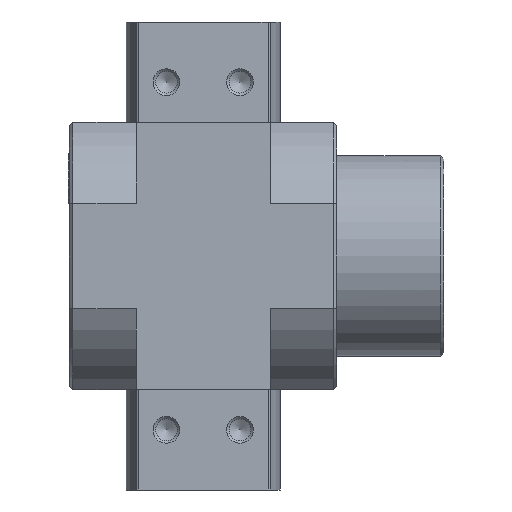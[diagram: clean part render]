
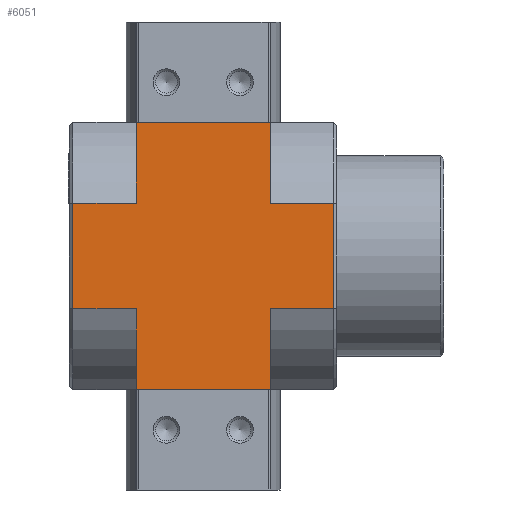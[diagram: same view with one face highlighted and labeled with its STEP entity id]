
A CAD part, left-side view. The second image highlights one B-rep face of the part: STEP entity #6051.
In plain terms, the highlighted face is planar.
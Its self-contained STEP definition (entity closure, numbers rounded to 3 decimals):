
#282=LINE('',#8482,#589);
#310=LINE('',#8544,#617);
#312=LINE('',#8548,#619);
#313=LINE('',#8551,#620);
#314=LINE('',#8553,#621);
#315=LINE('',#8555,#622);
#316=LINE('',#8556,#623);
#317=LINE('',#8558,#624);
#318=LINE('',#8560,#625);
#319=LINE('',#8562,#626);
#320=LINE('',#8564,#627);
#321=LINE('',#8565,#628);
#589=VECTOR('',#7015,1000.);
#617=VECTOR('',#7053,1000.);
#619=VECTOR('',#7057,1000.);
#620=VECTOR('',#7058,1000.);
#621=VECTOR('',#7059,1000.);
#622=VECTOR('',#7060,1000.);
#623=VECTOR('',#7061,1000.);
#624=VECTOR('',#7062,1000.);
#625=VECTOR('',#7063,1000.);
#626=VECTOR('',#7064,1000.);
#627=VECTOR('',#7065,1000.);
#628=VECTOR('',#7066,1000.);
#964=ORIENTED_EDGE('',*,*,#2143,.T.);
#965=ORIENTED_EDGE('',*,*,#2144,.F.);
#966=ORIENTED_EDGE('',*,*,#2145,.T.);
#967=ORIENTED_EDGE('',*,*,#2146,.F.);
#968=ORIENTED_EDGE('',*,*,#2141,.T.);
#969=ORIENTED_EDGE('',*,*,#2147,.T.);
#970=ORIENTED_EDGE('',*,*,#2148,.F.);
#971=ORIENTED_EDGE('',*,*,#2149,.T.);
#972=ORIENTED_EDGE('',*,*,#2150,.F.);
#973=ORIENTED_EDGE('',*,*,#2151,.T.);
#974=ORIENTED_EDGE('',*,*,#2110,.F.);
#975=ORIENTED_EDGE('',*,*,#2152,.F.);
#2110=EDGE_CURVE('',#2700,#2701,#282,.T.);
#2141=EDGE_CURVE('',#2730,#2729,#310,.T.);
#2143=EDGE_CURVE('',#2731,#2732,#312,.F.);
#2144=EDGE_CURVE('',#2733,#2732,#313,.T.);
#2145=EDGE_CURVE('',#2733,#2734,#314,.T.);
#2146=EDGE_CURVE('',#2730,#2734,#315,.T.);
#2147=EDGE_CURVE('',#2729,#2735,#316,.T.);
#2148=EDGE_CURVE('',#2736,#2735,#317,.T.);
#2149=EDGE_CURVE('',#2736,#2737,#318,.T.);
#2150=EDGE_CURVE('',#2738,#2737,#319,.F.);
#2151=EDGE_CURVE('',#2738,#2701,#320,.T.);
#2152=EDGE_CURVE('',#2731,#2700,#321,.T.);
#2700=VERTEX_POINT('',#8481);
#2701=VERTEX_POINT('',#8483);
#2729=VERTEX_POINT('',#8543);
#2730=VERTEX_POINT('',#8545);
#2731=VERTEX_POINT('',#8549);
#2732=VERTEX_POINT('',#8550);
#2733=VERTEX_POINT('',#8552);
#2734=VERTEX_POINT('',#8554);
#2735=VERTEX_POINT('',#8557);
#2736=VERTEX_POINT('',#8559);
#2737=VERTEX_POINT('',#8561);
#2738=VERTEX_POINT('',#8563);
#3342=EDGE_LOOP('',(#964,#965,#966,#967,#968,#969,#970,#971,#972,#973,#974,
#975));
#3760=FACE_BOUND('',#3342,.T.);
#4171=PLANE('',#6396);
#6051=ADVANCED_FACE('',(#3760),#4171,.F.);
#6396=AXIS2_PLACEMENT_3D('',#8547,#7055,#7056);
#7015=DIRECTION('',(0.,-1.,0.));
#7053=DIRECTION('',(0.,-1.,0.));
#7055=DIRECTION('',(0.,0.,1.));
#7056=DIRECTION('',(1.,0.,0.));
#7057=DIRECTION('',(0.,-1.,0.));
#7058=DIRECTION('',(-1.,0.,0.));
#7059=DIRECTION('',(0.,-1.,0.));
#7060=DIRECTION('',(-1.,0.,0.));
#7061=DIRECTION('',(-1.,0.,0.));
#7062=DIRECTION('',(0.,1.,0.));
#7063=DIRECTION('',(-1.,0.,0.));
#7064=DIRECTION('',(0.,1.,0.));
#7065=DIRECTION('',(-1.,0.,0.));
#7066=DIRECTION('',(-1.,0.,0.));
#8481=CARTESIAN_POINT('',(-20.,10.,-20.));
#8482=CARTESIAN_POINT('',(-20.,20.,-20.));
#8483=CARTESIAN_POINT('',(-20.,-10.,-20.));
#8543=CARTESIAN_POINT('',(20.,-10.,-20.));
#8544=CARTESIAN_POINT('',(20.,20.,-20.));
#8545=CARTESIAN_POINT('',(20.,10.,-20.));
#8547=CARTESIAN_POINT('',(20.,20.,-20.));
#8548=CARTESIAN_POINT('',(-7.89,30.,-20.));
#8549=CARTESIAN_POINT('',(-7.89,10.,-20.));
#8550=CARTESIAN_POINT('',(-7.89,19.5,-20.));
#8551=CARTESIAN_POINT('',(20.,19.5,-20.));
#8552=CARTESIAN_POINT('',(7.89,19.5,-20.));
#8553=CARTESIAN_POINT('',(7.89,30.,-20.));
#8554=CARTESIAN_POINT('',(7.89,10.,-20.));
#8555=CARTESIAN_POINT('',(20.,10.,-20.));
#8556=CARTESIAN_POINT('',(20.,-10.,-20.));
#8557=CARTESIAN_POINT('',(7.89,-10.,-20.));
#8558=CARTESIAN_POINT('',(7.89,-30.,-20.));
#8559=CARTESIAN_POINT('',(7.89,-19.5,-20.));
#8560=CARTESIAN_POINT('',(20.,-19.5,-20.));
#8561=CARTESIAN_POINT('',(-7.89,-19.5,-20.));
#8562=CARTESIAN_POINT('',(-7.89,-30.,-20.));
#8563=CARTESIAN_POINT('',(-7.89,-10.,-20.));
#8564=CARTESIAN_POINT('',(20.,-10.,-20.));
#8565=CARTESIAN_POINT('',(20.,10.,-20.));
